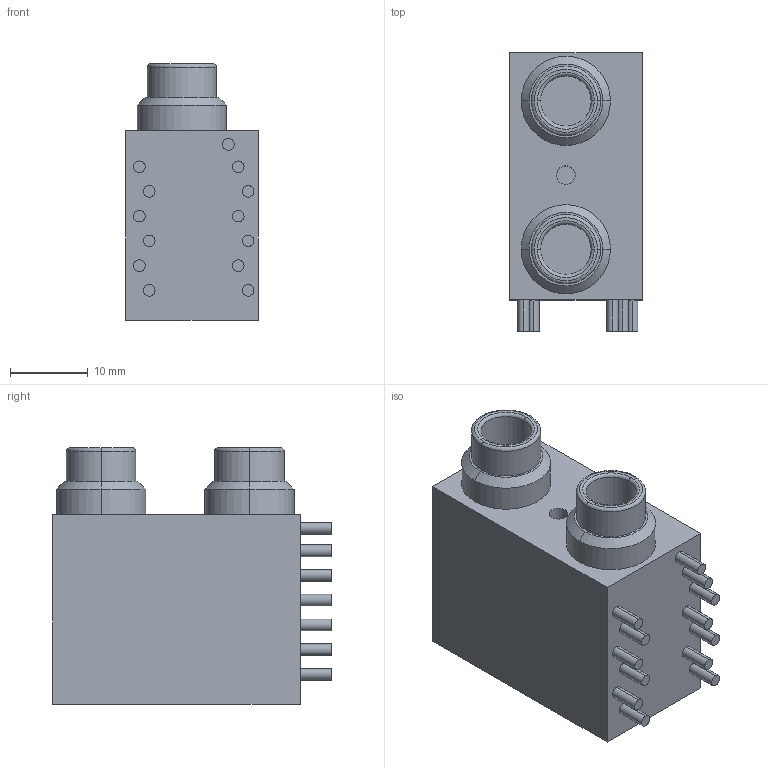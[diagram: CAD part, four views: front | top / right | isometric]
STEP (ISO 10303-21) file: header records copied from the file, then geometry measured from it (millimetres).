
FILE_DESCRIPTION((''),'2;1');
FILE_NAME('D-NSJ12HH-1','2011-05-02T',('odo'),(''),'PRO/ENGINEER BY PARAMETRIC TECHNOLOGY CORPORATION, 2009220','PRO/ENGINEER BY PARAMETRIC TECHNOLOGY CORPORATION, 2009220','');
FILE_SCHEMA(('AUTOMOTIVE_DESIGN_CC2 { 1 2 10303 214 -1 1 5 2 }'));
Length unit declared in the file: millimetre
Products named in the file (1): D-NSJ12HH-1
Bounding box: 17 x 35.75 x 32.9 mm (x, y, z)
Volume: 12389.9 mm3; surface area: 5646.2 mm2
Topology: 1 solids, 1 shells, 78 faces, 156 edges, 100 vertices
Faces by surface type: cylinder 40, plane 26, torus 8, cone 4
Entity records: 2287 total; most frequent: DIRECTION 412, CARTESIAN_POINT 334, ORIENTED_EDGE 312, COLOUR_RGB 209, AXIS2_PLACEMENT_3D 178, EDGE_CURVE 156, VERTEX_POINT 100, CIRCLE 100
